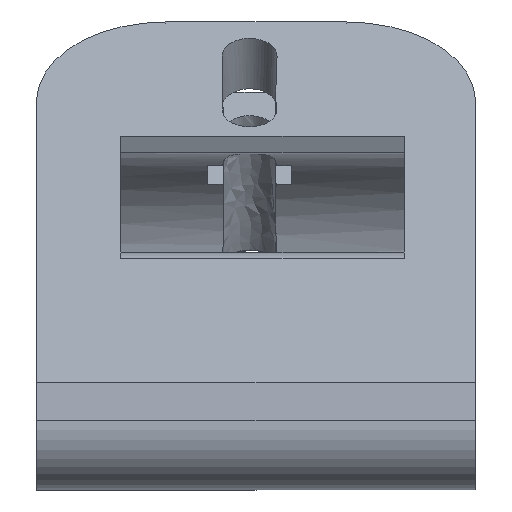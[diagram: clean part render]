
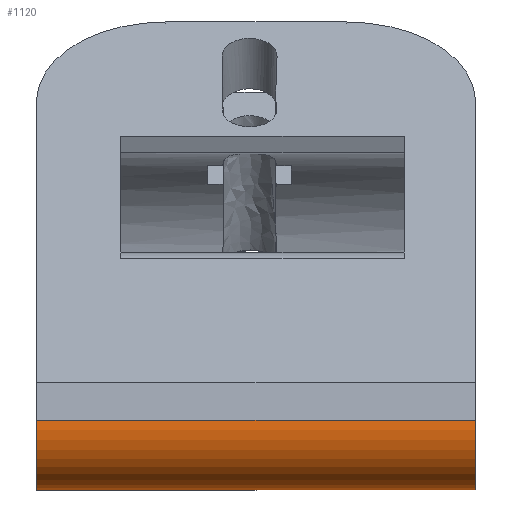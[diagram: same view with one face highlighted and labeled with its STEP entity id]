
A CAD part, left-side view. The second image highlights one B-rep face of the part: STEP entity #1120.
In plain terms, the highlighted cylindrical face has radius 4.75 mm (diameter 9.5 mm), a partial arc.
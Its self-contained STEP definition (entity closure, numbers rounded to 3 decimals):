
#163=FACE_OUTER_BOUND('',#234,.T.);
#234=EDGE_LOOP('',(#1034,#1035,#1036,#1037,#1038,#1039,#1040,#1041,#1042));
#288=LINE('',#3209,#364);
#289=LINE('',#3210,#365);
#290=LINE('',#3213,#366);
#310=LINE('',#3591,#386);
#311=LINE('',#3593,#387);
#364=VECTOR('',#1406,10.);
#365=VECTOR('',#1407,10.);
#366=VECTOR('',#1410,10.);
#386=VECTOR('',#1490,10.);
#387=VECTOR('',#1493,10.);
#409=CIRCLE('',#1149,4.75);
#414=CIRCLE('',#1156,4.75);
#434=CIRCLE('',#1202,4.75);
#439=CIRCLE('',#1213,4.75);
#463=VERTEX_POINT('',#1579);
#464=VERTEX_POINT('',#1581);
#474=VERTEX_POINT('',#1605);
#475=VERTEX_POINT('',#1607);
#532=VERTEX_POINT('',#3204);
#533=VERTEX_POINT('',#3206);
#534=VERTEX_POINT('',#3208);
#535=VERTEX_POINT('',#3212);
#542=VERTEX_POINT('',#3228);
#575=EDGE_CURVE('',#464,#463,#409,.T.);
#588=EDGE_CURVE('',#474,#475,#414,.T.);
#671=EDGE_CURVE('',#534,#533,#288,.T.);
#672=EDGE_CURVE('',#532,#534,#289,.T.);
#673=EDGE_CURVE('',#474,#535,#290,.T.);
#682=EDGE_CURVE('',#533,#542,#434,.T.);
#692=EDGE_CURVE('',#532,#535,#439,.T.);
#713=EDGE_CURVE('',#542,#464,#310,.T.);
#714=EDGE_CURVE('',#463,#475,#311,.T.);
#1034=ORIENTED_EDGE('',*,*,#682,.T.);
#1035=ORIENTED_EDGE('',*,*,#713,.T.);
#1036=ORIENTED_EDGE('',*,*,#575,.T.);
#1037=ORIENTED_EDGE('',*,*,#714,.T.);
#1038=ORIENTED_EDGE('',*,*,#588,.F.);
#1039=ORIENTED_EDGE('',*,*,#673,.T.);
#1040=ORIENTED_EDGE('',*,*,#692,.F.);
#1041=ORIENTED_EDGE('',*,*,#672,.T.);
#1042=ORIENTED_EDGE('',*,*,#671,.T.);
#1063=CYLINDRICAL_SURFACE('',#1228,4.75);
#1120=ADVANCED_FACE('',(#163),#1063,.T.);
#1149=AXIS2_PLACEMENT_3D('',#1582,#1269,#1270);
#1156=AXIS2_PLACEMENT_3D('',#1608,#1291,#1292);
#1202=AXIS2_PLACEMENT_3D('',#3230,#1424,#1425);
#1213=AXIS2_PLACEMENT_3D('',#3389,#1447,#1448);
#1228=AXIS2_PLACEMENT_3D('',#3592,#1491,#1492);
#1269=DIRECTION('center_axis',(0.,1.,0.));
#1270=DIRECTION('ref_axis',(0.908,0.,-0.419));
#1291=DIRECTION('center_axis',(0.,-1.,0.));
#1292=DIRECTION('ref_axis',(0.908,0.,-0.419));
#1406=DIRECTION('',(0.,-1.,0.));
#1407=DIRECTION('',(0.,-1.,0.));
#1410=DIRECTION('',(0.,1.,0.));
#1424=DIRECTION('center_axis',(0.,-1.,0.));
#1425=DIRECTION('ref_axis',(0.908,0.,-0.419));
#1447=DIRECTION('center_axis',(0.,1.,0.));
#1448=DIRECTION('ref_axis',(0.908,0.,-0.419));
#1490=DIRECTION('',(0.,-1.,0.));
#1491=DIRECTION('center_axis',(0.,-1.,0.));
#1492=DIRECTION('ref_axis',(0.908,0.,-0.419));
#1493=DIRECTION('',(0.,-1.,0.));
#1579=CARTESIAN_POINT('',(42.091,25.003,7.474));
#1581=CARTESIAN_POINT('',(45.058,25.003,9.726));
#1582=CARTESIAN_POINT('Origin',(40.933,25.003,12.081));
#1605=CARTESIAN_POINT('',(36.231,19.503,12.758));
#1607=CARTESIAN_POINT('',(42.091,19.503,7.474));
#1608=CARTESIAN_POINT('Origin',(40.933,19.503,12.081));
#3204=CARTESIAN_POINT('',(42.091,53.503,7.474));
#3206=CARTESIAN_POINT('',(42.091,47.003,7.474));
#3208=CARTESIAN_POINT('',(42.091,49.003,7.474));
#3209=CARTESIAN_POINT('',(42.091,48.003,7.474));
#3210=CARTESIAN_POINT('',(42.091,48.003,7.474));
#3212=CARTESIAN_POINT('',(36.231,53.503,12.758));
#3213=CARTESIAN_POINT('',(36.231,48.003,12.758));
#3228=CARTESIAN_POINT('',(45.058,47.003,9.726));
#3230=CARTESIAN_POINT('Origin',(40.933,47.003,12.081));
#3389=CARTESIAN_POINT('Origin',(40.933,53.503,12.081));
#3591=CARTESIAN_POINT('',(45.058,48.003,9.726));
#3592=CARTESIAN_POINT('Origin',(40.933,48.003,12.081));
#3593=CARTESIAN_POINT('',(42.091,48.003,7.474));
